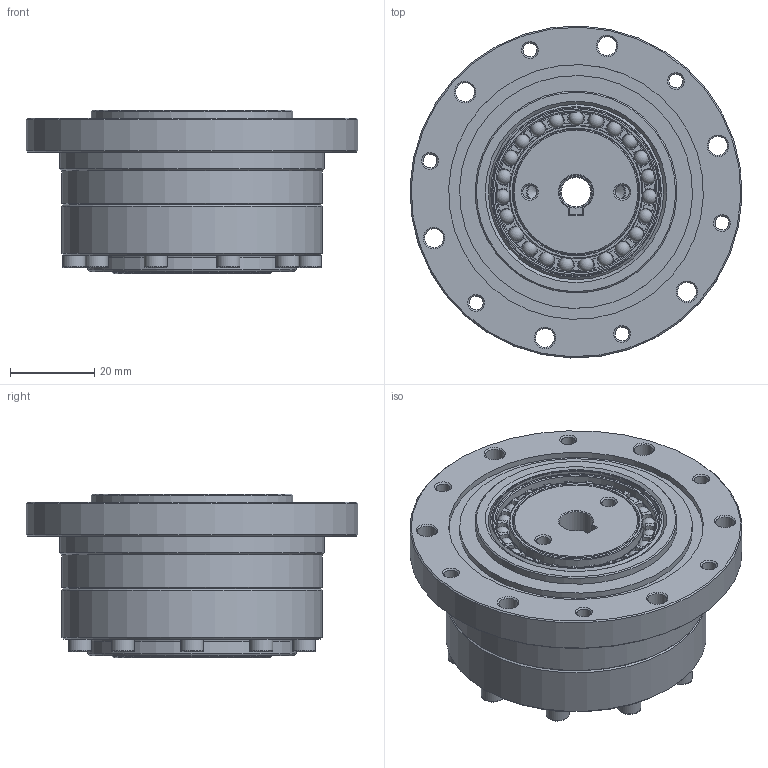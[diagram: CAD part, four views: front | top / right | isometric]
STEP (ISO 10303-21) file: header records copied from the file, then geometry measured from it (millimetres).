
FILE_DESCRIPTION(/* description */ (''),/* implementation_level */ '2;1');
FILE_NAME(/* name */ 'LSSF-17-XX-U-I-DL-φ8.stp',/* time_stamp */ '2023-06-30T15:09:22+08:00',/* author */ (''),/* organization */ (''),/* preprocessor_version */ 'ST-DEVELOPER v16.7',/* originating_system */ 'SIEMENS PLM Software NX 12.0',/* authorisation */ '');
FILE_SCHEMA (('AUTOMOTIVE_DESIGN { 1 0 10303 214 3 1 1 1 }'));
Length unit declared in the file: millimetre
Products named in the file (14): EB304006-17KC-01; EB304006-17KC-46; TC-38x47x4; 发生器LSS-17-DL-φ8; O-45x1; GB-T70.1-2000,M3x16; GB-T70.1-2000,M5x16; 销子3x10; 柔轮垫块LSS-17; 柔轮LSS-17; 刚轮LSSF-17; EB304006-17KC; 交叉轴承LSS-17; LSSF-17-XX-U-I-DL-φ8
Assembly tree (29 placements, depth 3):
  LSSF-17-XX-U-I-DL-φ8
    交叉轴承LSS-17
      TC-38x47x4
    刚轮LSSF-17
    柔轮LSS-17
    柔轮垫块LSS-17
    EB304006-17KC
      EB304006-17KC-46
      EB304006-17KC-01
    销子3x10  x3
    GB-T70.1-2000,M5x16  x6
    GB-T70.1-2000,M3x16  x10
    O-45x1
    发生器LSS-17-DL-φ8
Bounding box: 78.95 x 78.95 x 39 mm (x, y, z)
Volume: 90381.9 mm3; surface area: 62389 mm2
Topology: 53 solids, 53 shells, 977 faces, 2148 edges, 1268 vertices
Faces by surface type: plane 344, cone 301, cylinder 196, torus 112, sphere 23, revolution 1
Full cylindrical faces by diameter (mm): 2.05 x2, 2.5 x10, 2.874 x10, 3 x9, 3.3 x8, 3.5 x10, 4.2 x12, 4.5 x6, 4.826 x6, 5.5 x22, 7 x1, 8.5 x6, 10 x3, 16 x1, 26 x1, 29 x2, 30 x2, 31.88 x2, 33 x1, 33.8 x1, 34 x1, 36 x1, 37.3 x1, 37.9 x1, 38 x2, 38.16 x2, 40 x2, 40.58 x1, 41.545 x1, 41.703 x1
Entity records: 16600 total; most frequent: CARTESIAN_POINT 3852, DIRECTION 2753, ORIENTED_EDGE 1884, AXIS2_PLACEMENT_3D 1302, EDGE_LOOP 1046, EDGE_CURVE 942, FACE_BOUND 894, VERTEX_POINT 794
